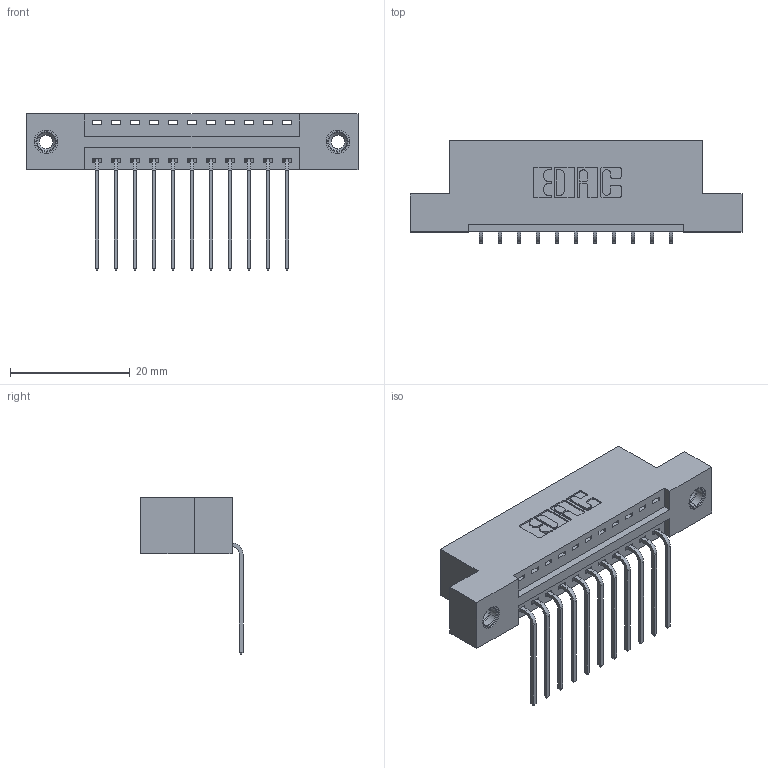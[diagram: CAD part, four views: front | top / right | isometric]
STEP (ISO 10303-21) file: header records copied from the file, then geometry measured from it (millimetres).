
FILE_DESCRIPTION (( 'STEP AP203' ), '1' );
FILE_NAME ('346-011-559-108.STEP', '2018-08-17T09:13:46', ( '' ), ( '' ), 'SwSTEP 2.0', 'SolidWorks 2016', '' );
FILE_SCHEMA (( 'CONFIG_CONTROL_DESIGN' ));
Length unit declared in the file: inch
Products named in the file (4): 346 Part_Flush Mounting Lugs - 0.156 Dia-TI; 345-292-001_558 559 Tail - 1; 345-250-001_345-250-003-102; 346-011-559-108
Assembly tree (14 placements, depth 2):
  346-011-559-108
    346 Part_Flush Mounting Lugs - 0.156 Dia-TI
    345-292-001_558 559 Tail - 1  x11
    345-250-001_345-250-003-102  x2
Bounding box: 55.5 x 17.08 x 26.16 mm (x, y, z)
Volume: 5129 mm3; surface area: 6316.5 mm2
Topology: 14 solids, 14 shells, 842 faces, 2467 edges, 1622 vertices
Faces by surface type: plane 570, cylinder 256, cone 12, torus 4
Entity records: 12270 total; most frequent: CARTESIAN_POINT 2096, ORIENTED_EDGE 2034, DIRECTION 1913, EDGE_CURVE 1017, VECTOR 821, LINE 821, VERTEX_POINT 672, AXIS2_PLACEMENT_3D 546
